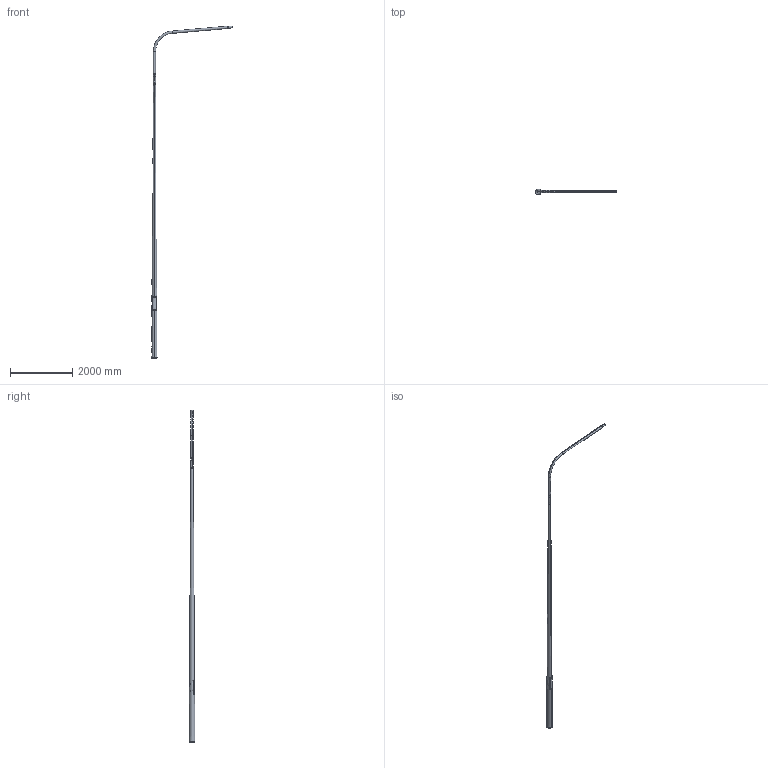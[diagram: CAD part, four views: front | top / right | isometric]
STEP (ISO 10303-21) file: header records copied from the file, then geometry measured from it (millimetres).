
FILE_DESCRIPTION (( 'STEP AP214' ), '1' );
FILE_NAME ('100660KGXS P225B210K 4607863 P-VARTINEN KARTIOPYLVÄS_3D.step', '2022-05-29T18:57:11', ( '' ), ( '' ), 'SwSTEP 2.0', 'SolidWorks 2021', '' );
FILE_SCHEMA (( 'AUTOMOTIVE_DESIGN' ));
Length unit declared in the file: millimetre
Products named in the file (11): 100660KGXS P225B210K 4607863 P-VARTINEN KARTIOPYLVÄS_3D; VARREN NEOPREN-TIIVISTE_D60X4; KYTKENTÄAUKON LUUKKU_76-185-3-9100; P-KARTIOVARSI_P225BK; socket head cap screw_din_DIN 912 M6 x 16 --- 16N; KARTIOAIHIO_76-185-3-9100; PIDÄTINRUUVI DIN 914 - M10_DIN 914 - M10 x 16-N; PIDÄTINRUUVI DIN 914 - M10_DIN 914 - M10 x 20-N; KYTKENTÄAUKON LATTARAUTA_LATTA 4X20X120; LATTA 5X16X460 KYTKENTÄAUKON VAHVIKE_C 1; KARTIORUNKO_B210K
Assembly tree (19 placements, depth 3):
  100660KGXS P225B210K 4607863 P-VARTINEN KARTIOPYLVÄS_3D
    KARTIORUNKO_B210K
      KARTIOAIHIO_76-185-3-9100
      socket head cap screw_din_DIN 912 M6 x 16 --- 16N  x4
      LATTA 5X16X460 KYTKENTÄAUKON VAHVIKE_C 1  x2
      KYTKENTÄAUKON LATTARAUTA_LATTA 4X20X120  x2
      KYTKENTÄAUKON LUUKKU_76-185-3-9100
      PIDÄTINRUUVI DIN 914 - M10_DIN 914 - M10 x 16-N  x5
      PIDÄTINRUUVI DIN 914 - M10_DIN 914 - M10 x 20-N
    P-KARTIOVARSI_P225BK
    VARREN NEOPREN-TIIVISTE_D60X4
Bounding box: 2595.04 x 185 x 10629.96 mm (x, y, z)
Volume: 13534166.2 mm3; surface area: 9140467.6 mm2
Topology: 19 solids, 19 shells, 352 faces, 823 edges, 502 vertices
Faces by surface type: plane 158, cylinder 89, cone 57, torus 34, bspline 13, sphere 1
Entity records: 8812 total; most frequent: CARTESIAN_POINT 3513, ORIENTED_EDGE 976, DIRECTION 929, EDGE_CURVE 488, AXIS2_PLACEMENT_3D 361, VERTEX_POINT 303, EDGE_LOOP 221, VECTOR 207
